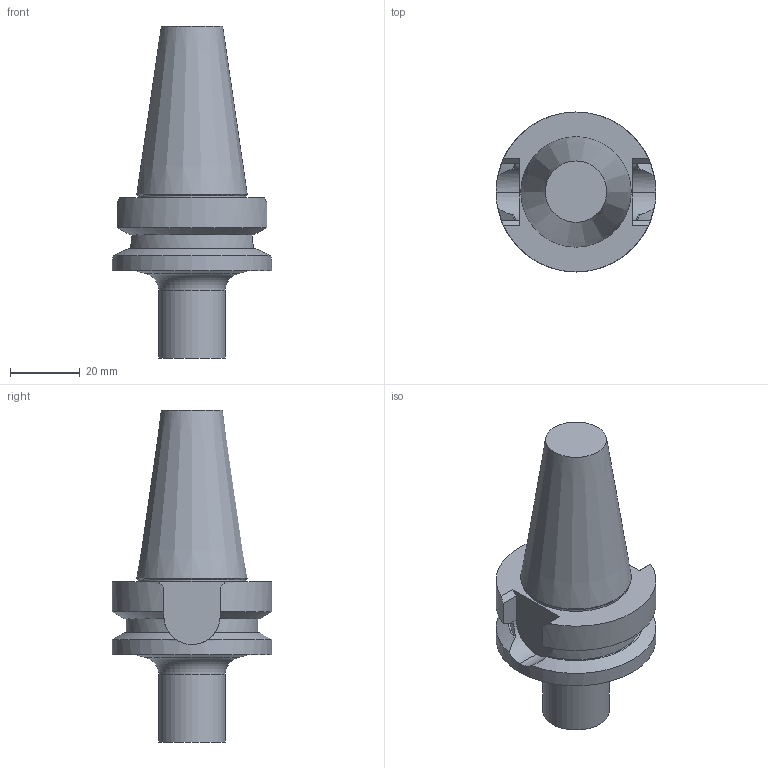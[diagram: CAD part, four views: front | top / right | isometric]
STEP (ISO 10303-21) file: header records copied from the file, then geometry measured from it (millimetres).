
FILE_DESCRIPTION(/* description */ (''),/* implementation_level */ '2;1');
FILE_NAME(/* name */ '1481012567018.stp',/* time_stamp */ '2016-12-06T09:22:51+01:00',/* author */ (''),/* organization */ ('SMS'),/* preprocessor_version */ 'ST-DEVELOPER v15',/* originating_system */ 'SIEMENS PLM Software NX 8.5',/* authorisation */ '');
FILE_SCHEMA (('AUTOMOTIVE_DESIGN { 1 0 10303 214 3 1 1 1 }'));
Length unit declared in the file: millimetre
Products named in the file (1): 112004545MOD000_00
Bounding box: 45.96 x 45.96 x 95.4 mm (x, y, z)
Volume: 61506.6 mm3; surface area: 11641.2 mm2
Topology: 1 solids, 1 shells, 39 faces, 103 edges, 68 vertices
Faces by surface type: plane 20, cylinder 11, cone 7, torus 1
Full cylindrical faces by diameter (mm): 19.2 x1, 31.15 x1, 45.961 x1
Entity records: 1222 total; most frequent: CARTESIAN_POINT 261, DIRECTION 192, ORIENTED_EDGE 186, EDGE_CURVE 93, AXIS2_PLACEMENT_3D 76, VERTEX_POINT 65, EDGE_LOOP 48, LINE 40
